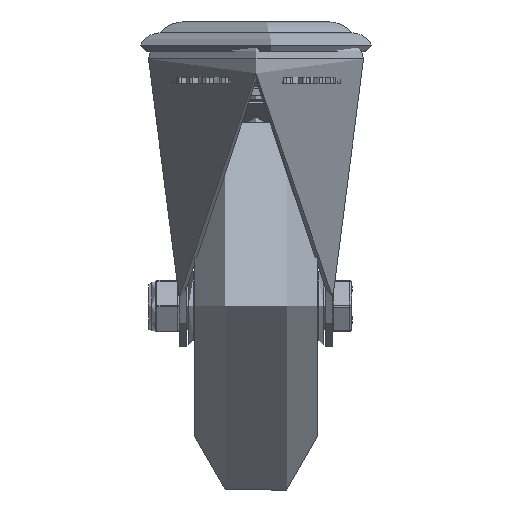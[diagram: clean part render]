
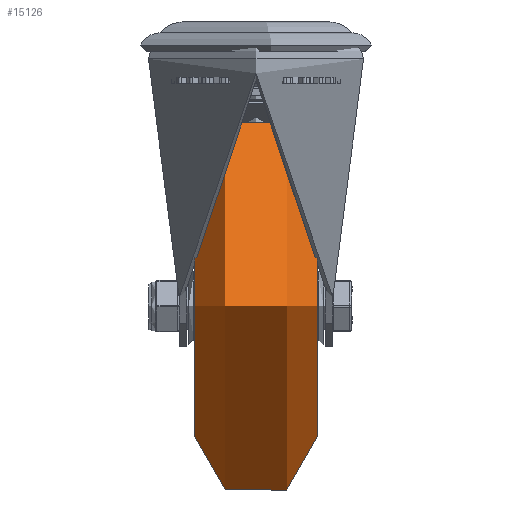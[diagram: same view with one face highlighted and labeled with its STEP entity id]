
A CAD part, left-side view. The second image highlights one B-rep face of the part: STEP entity #15126.
In plain terms, the highlighted toroidal (fillet/blend) face has major radius 42.5 mm and minor radius 20 mm.
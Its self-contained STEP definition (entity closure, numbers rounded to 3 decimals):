
#4399=FACE_OUTER_BOUND('',#5310,.T.);
#5310=EDGE_LOOP('',(#12431,#12432,#12433,#12434));
#6212=CIRCLE('',#16615,42.5);
#6213=CIRCLE('',#16616,20.);
#6214=CIRCLE('',#16617,42.5);
#7257=VERTEX_POINT('',#24895);
#7258=VERTEX_POINT('',#24897);
#9090=EDGE_CURVE('',#7257,#7257,#6212,.T.);
#9091=EDGE_CURVE('',#7257,#7258,#6213,.T.);
#9092=EDGE_CURVE('',#7258,#7258,#6214,.T.);
#12431=ORIENTED_EDGE('',*,*,#9090,.T.);
#12432=ORIENTED_EDGE('',*,*,#9091,.T.);
#12433=ORIENTED_EDGE('',*,*,#9092,.T.);
#12434=ORIENTED_EDGE('',*,*,#9091,.F.);
#14714=TOROIDAL_SURFACE('',#16614,42.5,20.);
#15126=ADVANCED_FACE('',(#4399),#14714,.T.);
#16614=AXIS2_PLACEMENT_3D('',#24894,#19594,#19595);
#16615=AXIS2_PLACEMENT_3D('',#24896,#19596,#19597);
#16616=AXIS2_PLACEMENT_3D('',#24898,#19598,#19599);
#16617=AXIS2_PLACEMENT_3D('',#24899,#19600,#19601);
#19594=DIRECTION('center_axis',(0.,1.,0.));
#19595=DIRECTION('ref_axis',(0.,0.,
-1.));
#19596=DIRECTION('center_axis',(0.,-1.,0.));
#19597=DIRECTION('ref_axis',(0.,0.,
-1.));
#19598=DIRECTION('center_axis',(1.,0.,0.));
#19599=DIRECTION('ref_axis',(0.,0.,
1.));
#19600=DIRECTION('center_axis',(0.,1.,0.));
#19601=DIRECTION('ref_axis',(0.,0.,
-1.));
#24894=CARTESIAN_POINT('Origin',(0.,0.,
0.));
#24895=CARTESIAN_POINT('',(0.,20.,42.5));
#24896=CARTESIAN_POINT('Origin',(0.,20.,0.));
#24897=CARTESIAN_POINT('',(0.,-20.,42.5));
#24898=CARTESIAN_POINT('Origin',(0.,0.,
42.5));
#24899=CARTESIAN_POINT('Origin',(0.,-20.,0.));
